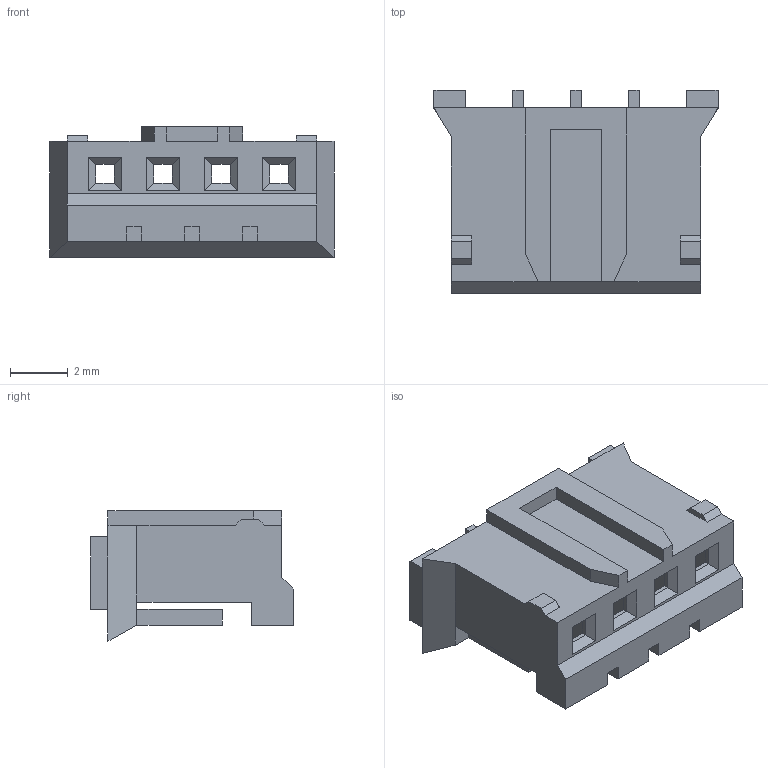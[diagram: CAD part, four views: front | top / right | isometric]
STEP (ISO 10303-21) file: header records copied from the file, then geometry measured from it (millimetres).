
FILE_DESCRIPTION((''),'2;1');
FILE_NAME('FHG20001-S03M2W1B','2022-05-25T',('工程三'),(''),'PRO/ENGINEER BY PARAMETRIC TECHNOLOGY CORPORATION, 2010280','PRO/ENGINEER BY PARAMETRIC TECHNOLOGY CORPORATION, 2010280','');
FILE_SCHEMA(('CONFIG_CONTROL_DESIGN'));
Length unit declared in the file: millimetre
Products named in the file (1): FHG20001-S03M2W1B
Bounding box: 9.8 x 7 x 4.5 mm (x, y, z)
Volume: 86 mm3; surface area: 445 mm2
Topology: 1 solids, 1 shells, 182 faces, 518 edges, 330 vertices
Faces by surface type: plane 182
Entity records: 5804 total; most frequent: ORIENTED_EDGE 1036, CARTESIAN_POINT 1030, DIRECTION 882, VECTOR 518, LINE 518, EDGE_CURVE 518, VERTEX_POINT 330, EDGE_LOOP 190
